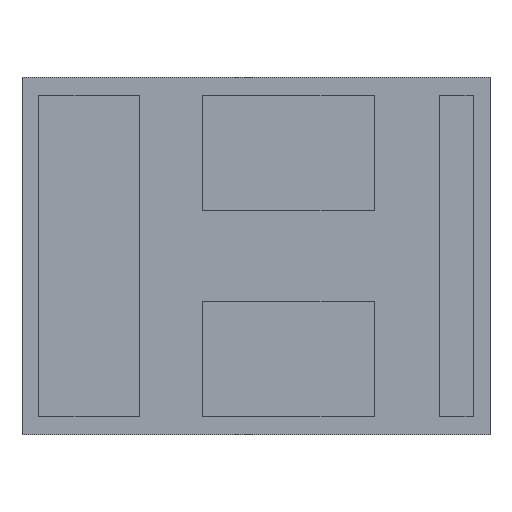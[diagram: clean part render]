
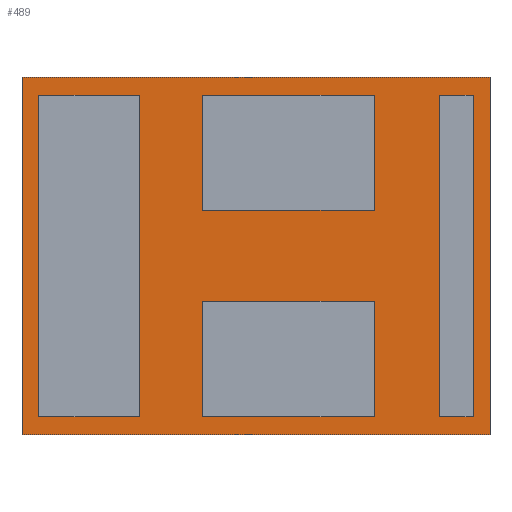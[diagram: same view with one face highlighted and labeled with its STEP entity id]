
A CAD part, top view. The second image highlights one B-rep face of the part: STEP entity #489.
In plain terms, the highlighted planar face has unit normal (0, 0, 1).
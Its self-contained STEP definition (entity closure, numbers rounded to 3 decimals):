
#146=ORIENTED_EDGE('',*,*,#198,.F.);
#147=ORIENTED_EDGE('',*,*,#208,.F.);
#148=ORIENTED_EDGE('',*,*,#205,.F.);
#149=ORIENTED_EDGE('',*,*,#202,.F.);
#198=EDGE_CURVE('',#242,#243,#298,.T.);
#202=EDGE_CURVE('',#243,#246,#302,.T.);
#205=EDGE_CURVE('',#246,#248,#305,.T.);
#208=EDGE_CURVE('',#248,#242,#308,.T.);
#242=VERTEX_POINT('',#810);
#243=VERTEX_POINT('',#811);
#246=VERTEX_POINT('',#819);
#248=VERTEX_POINT('',#825);
#298=LINE('',#809,#358);
#302=LINE('',#818,#362);
#305=LINE('',#824,#365);
#308=LINE('',#830,#368);
#358=VECTOR('',#678,1000.);
#362=VECTOR('',#684,1000.);
#365=VECTOR('',#689,1000.);
#368=VECTOR('',#694,1000.);
#399=EDGE_LOOP('',(#146,#147,#148,#149));
#429=FACE_BOUND('',#399,.T.);
#459=PLANE('',#574);
#489=ADVANCED_FACE('',(#429),#459,.F.);
#574=AXIS2_PLACEMENT_3D('',#833,#698,#699);
#678=DIRECTION('',(0.,-1.,0.));
#684=DIRECTION('',(-1.,0.,0.));
#689=DIRECTION('',(0.,1.,0.));
#694=DIRECTION('',(1.,0.,0.));
#698=DIRECTION('',(0.,0.,-1.));
#699=DIRECTION('',(-1.,0.,0.));
#809=CARTESIAN_POINT('',(1.105,0.845,0.));
#810=CARTESIAN_POINT('',(1.105,0.845,0.));
#811=CARTESIAN_POINT('',(1.105,-0.845,0.));
#818=CARTESIAN_POINT('',(1.105,-0.845,0.));
#819=CARTESIAN_POINT('',(-1.105,-0.845,0.));
#824=CARTESIAN_POINT('',(-1.105,-0.845,0.));
#825=CARTESIAN_POINT('',(-1.105,0.845,0.));
#830=CARTESIAN_POINT('',(-1.105,0.845,0.));
#833=CARTESIAN_POINT('',(0.,0.,0.));
